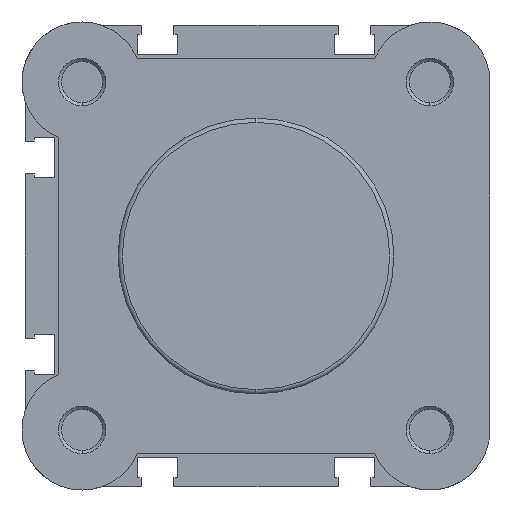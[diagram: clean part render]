
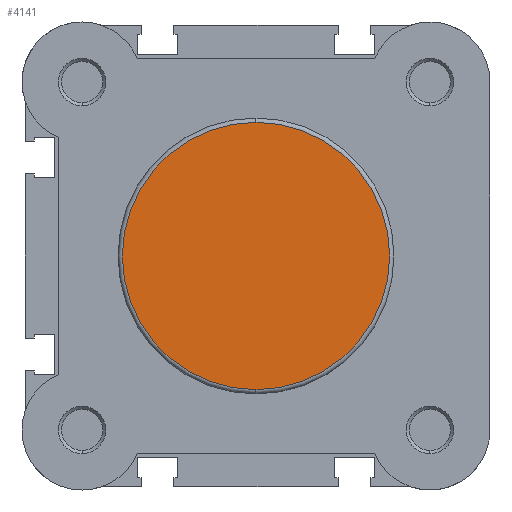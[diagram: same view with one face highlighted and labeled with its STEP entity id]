
A CAD part, left-side view. The second image highlights one B-rep face of the part: STEP entity #4141.
In plain terms, the highlighted planar face has unit normal (-1, 0, 0).
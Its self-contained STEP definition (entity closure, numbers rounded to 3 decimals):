
#836 = CIRCLE ( 'NONE', #5115, 21.7 ) ;
#914 = CIRCLE ( 'NONE', #5140, 21.7 ) ;
#1323 = EDGE_LOOP ( 'NONE', ( #1889, #1890 ) ) ;
#1889 = ORIENTED_EDGE ( 'NONE', *, *, #4625, .T. ) ;
#1890 = ORIENTED_EDGE ( 'NONE', *, *, #4572, .T. ) ;
#2125 = FACE_OUTER_BOUND ( 'NONE', #1323, .T. ) ;
#2900 = CARTESIAN_POINT ( 'NONE',  ( 0., 0., 0. ) ) ;
#2910 = DIRECTION ( 'NONE',  ( -1., 0., 0. ) ) ;
#2911 = DIRECTION ( 'NONE',  ( 0., 0., -1. ) ) ;
#3035 = CARTESIAN_POINT ( 'NONE',  ( 0., 0., 0. ) ) ;
#3042 = DIRECTION ( 'NONE',  ( -1., 0., 0. ) ) ;
#3043 = DIRECTION ( 'NONE',  ( 0., 0., -1. ) ) ;
#3578 = CARTESIAN_POINT ( 'NONE',  ( 0., 0., 21.7 ) ) ;
#3579 = CARTESIAN_POINT ( 'NONE',  ( 0., 0., -21.7 ) ) ;
#4141 = ADVANCED_FACE ( 'NONE', ( #2125 ), #5763, .F. ) ;
#4572 = EDGE_CURVE ( 'NONE', #5318, #5319, #836, .T. ) ;
#4625 = EDGE_CURVE ( 'NONE', #5319, #5318, #914, .T. ) ;
#4881 = AXIS2_PLACEMENT_3D ( 'NONE', #5829, #5838, #5839 ) ;
#5115 = AXIS2_PLACEMENT_3D ( 'NONE', #2900, #2910, #2911 ) ;
#5140 = AXIS2_PLACEMENT_3D ( 'NONE', #3035, #3042, #3043 ) ;
#5318 = VERTEX_POINT ( 'NONE', #3578 ) ;
#5319 = VERTEX_POINT ( 'NONE', #3579 ) ;
#5763 = PLANE ( 'NONE',  #4881 ) ;
#5829 = CARTESIAN_POINT ( 'NONE',  ( 0., 22.4, 0. ) ) ;
#5838 = DIRECTION ( 'NONE',  ( 1., 0., 0. ) ) ;
#5839 = DIRECTION ( 'NONE',  ( 0., 0., -1. ) ) ;
